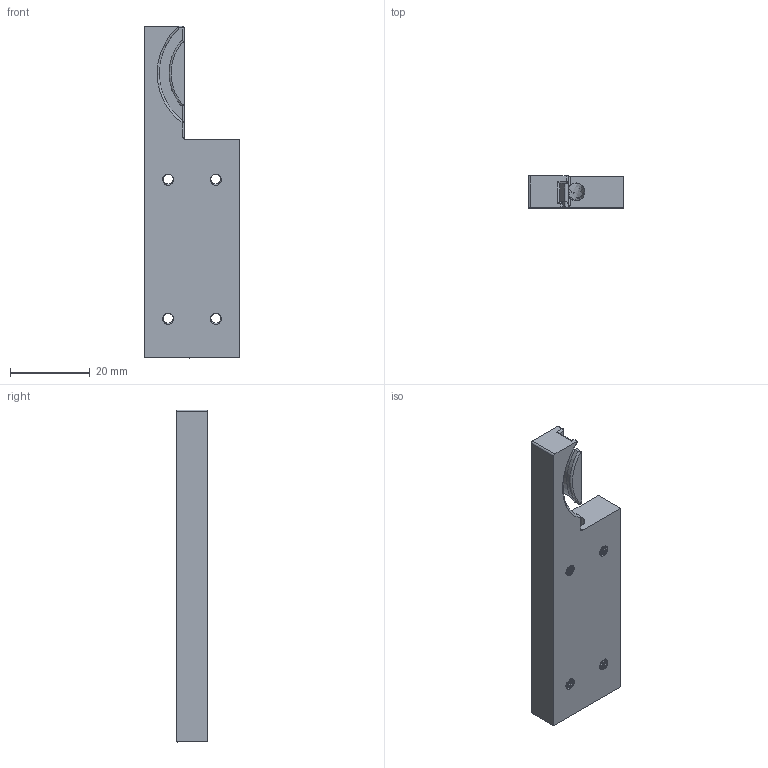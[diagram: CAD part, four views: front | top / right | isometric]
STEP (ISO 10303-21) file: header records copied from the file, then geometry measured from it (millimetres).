
FILE_DESCRIPTION(/* description */ (''),/* implementation_level */ '2;1');
FILE_NAME(/* name */ 'Filamentoutlet.step',/* time_stamp */ '2021-03-25T13:55:08+01:00',/* author */ (''),/* organization */ (''),/* preprocessor_version */ 'ST-DEVELOPER v18.1',/* originating_system */ 'Autodesk Translation Framework v9.10.0.1330',/* authorisation */ '');
FILE_SCHEMA (('AUTOMOTIVE_DESIGN { 1 0 10303 214 3 1 1 }'));
Length unit declared in the file: millimetre
Products named in the file (1): filementhalter
Bounding box: 24 x 8 x 83.5 mm (x, y, z)
Volume: 11394.2 mm3; surface area: 6010.4 mm2
Topology: 1 solids, 1 shells, 191 faces, 562 edges, 371 vertices
Faces by surface type: cylinder 160, bspline 13, plane 13, torus 3, sphere 2
Full cylindrical faces by diameter (mm): 2.529 x32, 3.086 x16
Entity records: 15123 total; most frequent: CARTESIAN_POINT 10589, ORIENTED_EDGE 1124, DIRECTION 670, EDGE_CURVE 562, VERTEX_POINT 371, B_SPLINE_CURVE_WITH_KNOTS 313, AXIS2_PLACEMENT_3D 242, EDGE_LOOP 199
